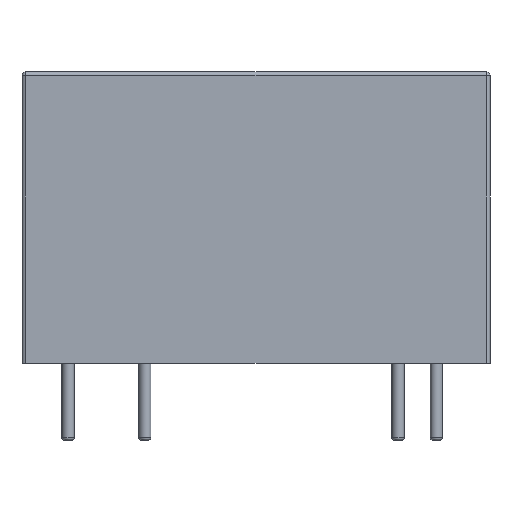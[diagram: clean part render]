
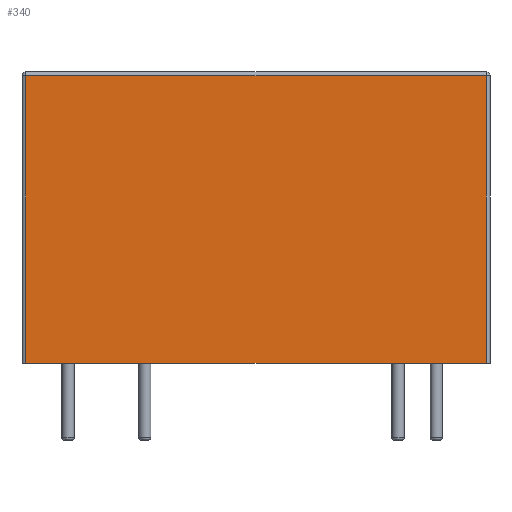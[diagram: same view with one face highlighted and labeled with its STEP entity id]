
A CAD part, front view. The second image highlights one B-rep face of the part: STEP entity #340.
In plain terms, the highlighted planar face has unit normal (0, -1, 0).
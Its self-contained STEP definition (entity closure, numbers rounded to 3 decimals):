
#129 = VERTEX_POINT('',#130);
#130 = CARTESIAN_POINT('',(27.25,-8.5,0.1));
#137 = EDGE_CURVE('',#129,#138,#140,.T.);
#138 = VERTEX_POINT('',#139);
#139 = CARTESIAN_POINT('',(-2.75,-8.5,0.1));
#140 = LINE('',#141,#142);
#141 = CARTESIAN_POINT('',(27.5,-8.5,0.1));
#142 = VECTOR('',#143,1.);
#143 = DIRECTION('',(-1.,0.,0.));
#230 = EDGE_CURVE('',#129,#231,#233,.T.);
#231 = VERTEX_POINT('',#232);
#232 = CARTESIAN_POINT('',(27.25,-8.5,18.85));
#233 = LINE('',#234,#235);
#234 = CARTESIAN_POINT('',(27.25,-8.5,0.1));
#235 = VECTOR('',#236,1.);
#236 = DIRECTION('',(0.,0.,1.));
#340 = ADVANCED_FACE('',(#341),#359,.T.);
#341 = FACE_BOUND('',#342,.T.);
#342 = EDGE_LOOP('',(#343,#344,#352,#358));
#343 = ORIENTED_EDGE('',*,*,#230,.T.);
#344 = ORIENTED_EDGE('',*,*,#345,.T.);
#345 = EDGE_CURVE('',#231,#346,#348,.T.);
#346 = VERTEX_POINT('',#347);
#347 = CARTESIAN_POINT('',(-2.75,-8.5,18.85));
#348 = LINE('',#349,#350);
#349 = CARTESIAN_POINT('',(27.25,-8.5,18.85));
#350 = VECTOR('',#351,1.);
#351 = DIRECTION('',(-1.,0.,0.));
#352 = ORIENTED_EDGE('',*,*,#353,.F.);
#353 = EDGE_CURVE('',#138,#346,#354,.T.);
#354 = LINE('',#355,#356);
#355 = CARTESIAN_POINT('',(-2.75,-8.5,0.1));
#356 = VECTOR('',#357,1.);
#357 = DIRECTION('',(0.,0.,1.));
#358 = ORIENTED_EDGE('',*,*,#137,.F.);
#359 = PLANE('',#360);
#360 = AXIS2_PLACEMENT_3D('',#361,#362,#363);
#361 = CARTESIAN_POINT('',(27.5,-8.5,0.1));
#362 = DIRECTION('',(0.,-1.,0.));
#363 = DIRECTION('',(-1.,0.,0.));
